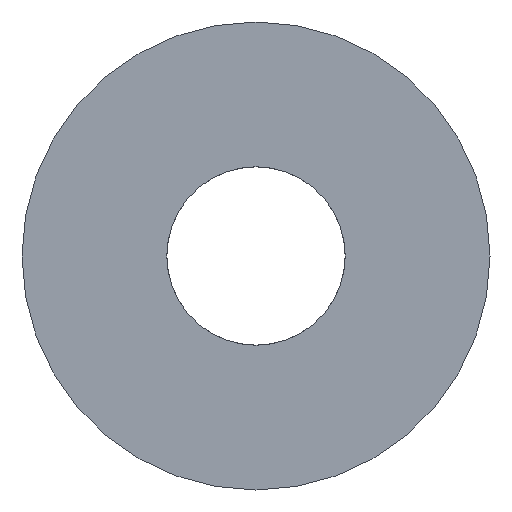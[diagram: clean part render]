
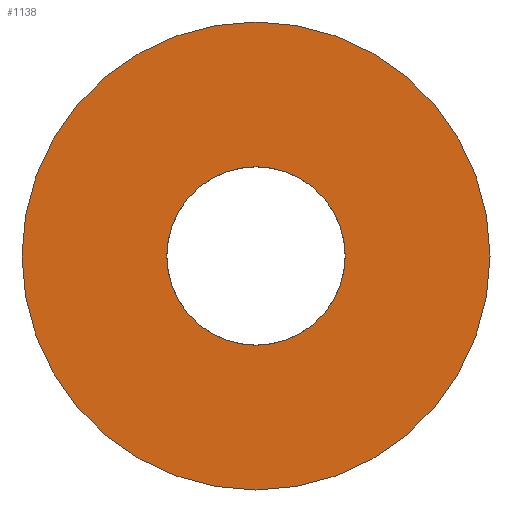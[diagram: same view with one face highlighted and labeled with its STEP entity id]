
A CAD part, front view. The second image highlights one B-rep face of the part: STEP entity #1138.
In plain terms, the highlighted planar face has unit normal (0, -1, 0).
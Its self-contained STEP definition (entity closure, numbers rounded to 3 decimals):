
#661=ORIENTED_EDGE('',*,*,#818,.T.);
#662=ORIENTED_EDGE('',*,*,#819,.T.);
#747=CIRCLE('',#1080,10.5);
#748=CIRCLE('',#1082,4.003);
#777=VERTEX_POINT('',#1213);
#778=VERTEX_POINT('',#1216);
#818=EDGE_CURVE('',#777,#777,#747,.T.);
#819=EDGE_CURVE('',#778,#778,#748,.T.);
#856=EDGE_LOOP('',(#661));
#857=EDGE_LOOP('',(#662));
#888=FACE_BOUND('',#856,.T.);
#889=FACE_BOUND('',#857,.T.);
#969=DIRECTION('',(0.,-1.,0.));
#970=DIRECTION('',(-5.25,0.,-9.093));
#971=DIRECTION('',(0.,-1.,0.));
#972=DIRECTION('',(-1.,0.,0.));
#973=DIRECTION('',(0.,1.,0.));
#974=DIRECTION('',(-2.002,0.,-3.467));
#1080=AXIS2_PLACEMENT_3D('',#1214,#969,#970);
#1081=AXIS2_PLACEMENT_3D('',#1215,#971,#972);
#1082=AXIS2_PLACEMENT_3D('',#1217,#973,#974);
#1121=PLANE('',#1081);
#1138=ADVANCED_FACE('',(#888,#889),#1121,.T.);
#1213=CARTESIAN_POINT('',(-5.25,0.,-9.093));
#1214=CARTESIAN_POINT('',(0.,0.,0.));
#1215=CARTESIAN_POINT('',(-10.5,0.,0.));
#1216=CARTESIAN_POINT('',(-2.002,0.,-3.467));
#1217=CARTESIAN_POINT('',(0.,0.,0.));
